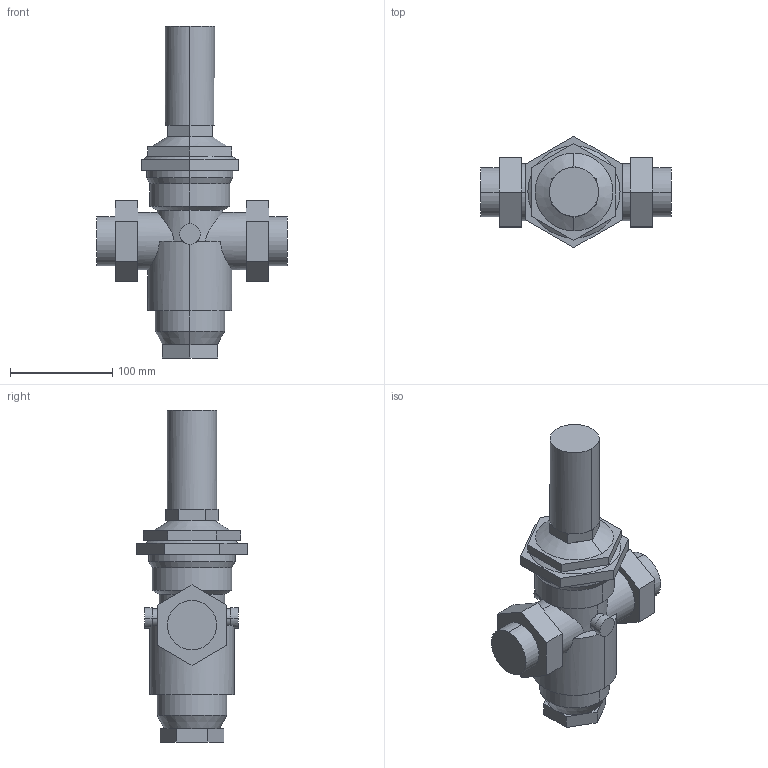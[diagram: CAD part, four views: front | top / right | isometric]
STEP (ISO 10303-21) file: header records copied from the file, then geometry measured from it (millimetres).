
FILE_DESCRIPTION(('no description'),'unknown implementation level');
FILE_NAME('Honeywell_D06FN-11_2B_3D.stp',' ',('pit-cup GmbH'),('ccLab - KiM Gmbh - www.kimweb.de'),'unknown preprocess','ACIS','unknown authorization');
FILE_SCHEMA(('automotive_design'));
Length unit declared in the file: millimetre
Products named in the file (1): 1
Bounding box: 186 x 108.54 x 324 mm (x, y, z)
Volume: 1511893.7 mm3; surface area: 114767.7 mm2
Topology: 1 solids, 1 shells, 126 faces, 308 edges, 192 vertices
Faces by surface type: plane 86, cylinder 30, cone 10
Entity records: 8220 total; most frequent: CARTESIAN_POINT 1687, DIRECTION 638, STYLED_ITEM 627, PRESENTATION_STYLE_ASSIGNMENT 627, COLOUR_RGB 627, ORIENTED_EDGE 616, EDGE_CURVE 308, CURVE_STYLE 308
